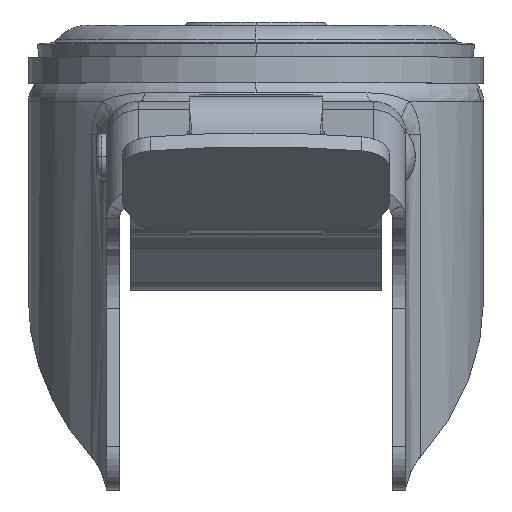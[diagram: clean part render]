
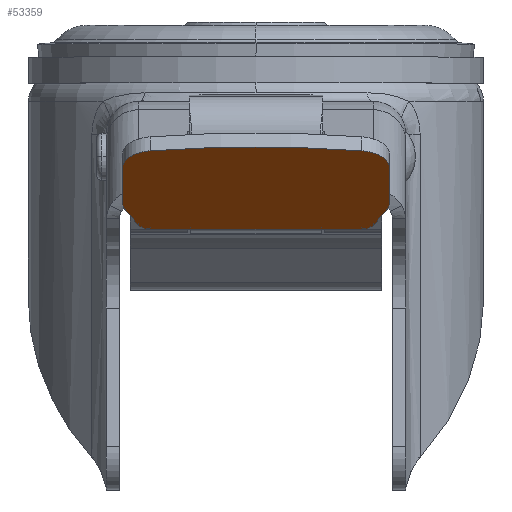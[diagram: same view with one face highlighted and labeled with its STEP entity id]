
A CAD part, top view. The second image highlights one B-rep face of the part: STEP entity #53359.
In plain terms, the highlighted planar face has unit normal (0, -0.861, 0.509).
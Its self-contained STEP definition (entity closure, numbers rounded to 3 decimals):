
#265 = VERTEX_POINT ( 'NONE', #40193 ) ;
#692 = CARTESIAN_POINT ( 'NONE',  ( -18.036, -24.612, 107.487 ) ) ;
#982 = EDGE_CURVE ( 'NONE', #38510, #52112, #37010, .T. ) ;
#1177 = ORIENTED_EDGE ( 'NONE', *, *, #34946, .F. ) ;
#1678 = ORIENTED_EDGE ( 'NONE', *, *, #11146, .T. ) ;
#1964 = VERTEX_POINT ( 'NONE', #2160 ) ;
#2147 = VECTOR ( 'NONE', #5870, 1000. ) ;
#2160 = CARTESIAN_POINT ( 'NONE',  ( 20.5, -15.728, 122.498 ) ) ;
#2295 = ORIENTED_EDGE ( 'NONE', *, *, #12118, .T. ) ;
#2415 = DIRECTION ( 'NONE',  ( 0.908, -0.213, -0.361 ) ) ;
#2717 = DIRECTION ( 'NONE',  ( 0., 0.861, -0.509 ) ) ;
#3509 = PLANE ( 'NONE',  #17117 ) ;
#5027 = DIRECTION ( 'NONE',  ( 1., 0., 0. ) ) ;
#5215 = DIRECTION ( 'NONE',  ( -0.419, 0.462, 0.781 ) ) ;
#5269 = DIRECTION ( 'NONE',  ( 0., 0.861, -0.509 ) ) ;
#5870 = DIRECTION ( 'NONE',  ( 0., -0.509, -0.861 ) ) ;
#5989 = LINE ( 'NONE', #23438, #56825 ) ;
#6394 = DIRECTION ( 'NONE',  ( 0., 0.861, -0.509 ) ) ;
#6639 = DIRECTION ( 'NONE',  ( 0., 0.861, -0.509 ) ) ;
#6948 = CARTESIAN_POINT ( 'NONE',  ( 16.22, -24.185, 108.209 ) ) ;
#7264 = VERTEX_POINT ( 'NONE', #20836 ) ;
#7729 = AXIS2_PLACEMENT_3D ( 'NONE', #6948, #6639, #2415 ) ;
#8110 = VECTOR ( 'NONE', #56206, 1000. ) ;
#8619 = VERTEX_POINT ( 'NONE', #41574 ) ;
#8662 = DIRECTION ( 'NONE',  ( 0., -0.861, 0.509 ) ) ;
#8840 = CARTESIAN_POINT ( 'NONE',  ( -20.5, -15.728, 122.498 ) ) ;
#9591 = DIRECTION ( 'NONE',  ( 0., 0.861, -0.509 ) ) ;
#10192 = LINE ( 'NONE', #36313, #28734 ) ;
#10518 = LINE ( 'NONE', #53124, #50345 ) ;
#10646 = VERTEX_POINT ( 'NONE', #14909 ) ;
#11146 = EDGE_CURVE ( 'NONE', #49698, #265, #21189, .T. ) ;
#11158 = CARTESIAN_POINT ( 'NONE',  ( 18.036, -24.612, 107.487 ) ) ;
#11420 = LINE ( 'NONE', #52542, #42368 ) ;
#12118 = EDGE_CURVE ( 'NONE', #8619, #49622, #36775, .T. ) ;
#12182 = CARTESIAN_POINT ( 'NONE',  ( 20.04, -22.401, 111.223 ) ) ;
#12773 = CARTESIAN_POINT ( 'NONE',  ( -10., -25.227, 106.448 ) ) ;
#13692 = DIRECTION ( 'NONE',  ( 0., -0.509, -0.861 ) ) ;
#14093 = VECTOR ( 'NONE', #5215, 1000. ) ;
#14781 = CARTESIAN_POINT ( 'NONE',  ( 20.5, -21.334, 113.026 ) ) ;
#14909 = CARTESIAN_POINT ( 'NONE',  ( 16.22, -25.204, 106.487 ) ) ;
#15464 = DIRECTION ( 'NONE',  ( -0.153, 0.503, 0.85 ) ) ;
#16090 = CARTESIAN_POINT ( 'NONE',  ( -20.5, -15.728, 122.498 ) ) ;
#16352 = CARTESIAN_POINT ( 'NONE',  ( -15.5, -15.728, 122.498 ) ) ;
#16389 = VERTEX_POINT ( 'NONE', #19072 ) ;
#16451 = FACE_OUTER_BOUND ( 'NONE', #27297, .T. ) ;
#17117 = AXIS2_PLACEMENT_3D ( 'NONE', #27509, #5269, #13692 ) ;
#18233 = CIRCLE ( 'NONE', #7729, 2. ) ;
#18613 = VERTEX_POINT ( 'NONE', #11158 ) ;
#18709 = ORIENTED_EDGE ( 'NONE', *, *, #31618, .F. ) ;
#19072 = CARTESIAN_POINT ( 'NONE',  ( 16.267, -13.211, 126.749 ) ) ;
#19171 = CIRCLE ( 'NONE', #29744, 5. ) ;
#19293 = CARTESIAN_POINT ( 'NONE',  ( 10., -25.227, 106.448 ) ) ;
#20155 = ORIENTED_EDGE ( 'NONE', *, *, #56706, .T. ) ;
#20836 = CARTESIAN_POINT ( 'NONE',  ( -16.267, -13.211, 126.749 ) ) ;
#21037 = DIRECTION ( 'NONE',  ( 1., 0., 0. ) ) ;
#21189 = LINE ( 'NONE', #16090, #47933 ) ;
#22841 = EDGE_CURVE ( 'NONE', #16389, #7264, #48509, .T. ) ;
#23035 = CARTESIAN_POINT ( 'NONE',  ( -10., -25.204, 106.487 ) ) ;
#23194 = CARTESIAN_POINT ( 'NONE',  ( 10., -25.204, 106.487 ) ) ;
#23438 = CARTESIAN_POINT ( 'NONE',  ( -10., -25.227, 106.448 ) ) ;
#23809 = AXIS2_PLACEMENT_3D ( 'NONE', #55214, #9591, #47139 ) ;
#24234 = CARTESIAN_POINT ( 'NONE',  ( 20.5, -21.334, 113.026 ) ) ;
#25027 = DIRECTION ( 'NONE',  ( 0., -0.509, -0.861 ) ) ;
#25042 = DIRECTION ( 'NONE',  ( -0.908, -0.213, -0.361 ) ) ;
#25915 = LINE ( 'NONE', #48677, #51912 ) ;
#26409 = ORIENTED_EDGE ( 'NONE', *, *, #41503, .F. ) ;
#26776 = EDGE_CURVE ( 'NONE', #46040, #1964, #55898, .T. ) ;
#27162 = ORIENTED_EDGE ( 'NONE', *, *, #29736, .F. ) ;
#27246 = AXIS2_PLACEMENT_3D ( 'NONE', #48350, #2717, #21037 ) ;
#27297 = EDGE_LOOP ( 'NONE', ( #1678, #27162, #30131, #31202, #18709, #2295, #29077, #51955, #55000, #48549, #26409, #1177, #52608, #55415, #34284, #20155 ) ) ;
#27509 = CARTESIAN_POINT ( 'NONE',  ( -20.5, -10.535, 131.272 ) ) ;
#27622 = CIRCLE ( 'NONE', #23809, 2. ) ;
#28194 = CARTESIAN_POINT ( 'NONE',  ( 0., -66.594, 36.556 ) ) ;
#28232 = DIRECTION ( 'NONE',  ( 1., 0., 0. ) ) ;
#28499 = DIRECTION ( 'NONE',  ( 1., 0., 0. ) ) ;
#28734 = VECTOR ( 'NONE', #28232, 1000. ) ;
#29077 = ORIENTED_EDGE ( 'NONE', *, *, #46658, .T. ) ;
#29454 = DIRECTION ( 'NONE',  ( -1., 0., 0. ) ) ;
#29736 = EDGE_CURVE ( 'NONE', #52112, #265, #19171, .T. ) ;
#29744 = AXIS2_PLACEMENT_3D ( 'NONE', #39357, #6394, #25042 ) ;
#30131 = ORIENTED_EDGE ( 'NONE', *, *, #982, .F. ) ;
#30297 = AXIS2_PLACEMENT_3D ( 'NONE', #28194, #33578, #46516 ) ;
#31202 = ORIENTED_EDGE ( 'NONE', *, *, #36819, .F. ) ;
#31618 = EDGE_CURVE ( 'NONE', #8619, #58020, #11420, .T. ) ;
#33250 = VERTEX_POINT ( 'NONE', #12182 ) ;
#33578 = DIRECTION ( 'NONE',  ( 0., -0.861, 0.509 ) ) ;
#34284 = ORIENTED_EDGE ( 'NONE', *, *, #22841, .T. ) ;
#34946 = EDGE_CURVE ( 'NONE', #46040, #33250, #41617, .T. ) ;
#35817 = EDGE_CURVE ( 'NONE', #1964, #16389, #53361, .T. ) ;
#36313 = CARTESIAN_POINT ( 'NONE',  ( 10., -25.204, 106.487 ) ) ;
#36635 = VERTEX_POINT ( 'NONE', #19293 ) ;
#36775 = LINE ( 'NONE', #23035, #2147 ) ;
#36819 = EDGE_CURVE ( 'NONE', #58020, #38510, #27622, .T. ) ;
#37010 = LINE ( 'NONE', #692, #14093 ) ;
#38510 = VERTEX_POINT ( 'NONE', #58588 ) ;
#39131 = EDGE_CURVE ( 'NONE', #18613, #10646, #18233, .T. ) ;
#39357 = CARTESIAN_POINT ( 'NONE',  ( -15.5, -21.334, 113.026 ) ) ;
#40193 = CARTESIAN_POINT ( 'NONE',  ( -20.5, -21.334, 113.026 ) ) ;
#41397 = AXIS2_PLACEMENT_3D ( 'NONE', #16352, #56588, #15464 ) ;
#41503 = EDGE_CURVE ( 'NONE', #33250, #18613, #10518, .T. ) ;
#41574 = CARTESIAN_POINT ( 'NONE',  ( -10., -25.204, 106.487 ) ) ;
#41617 = CIRCLE ( 'NONE', #27246, 5. ) ;
#42368 = VECTOR ( 'NONE', #29454, 1000. ) ;
#45310 = CARTESIAN_POINT ( 'NONE',  ( 15.5, -15.728, 122.498 ) ) ;
#46040 = VERTEX_POINT ( 'NONE', #24234 ) ;
#46137 = EDGE_CURVE ( 'NONE', #54336, #36635, #25915, .T. ) ;
#46516 = DIRECTION ( 'NONE',  ( 0.153, 0.503, 0.85 ) ) ;
#46658 = EDGE_CURVE ( 'NONE', #49622, #36635, #5989, .T. ) ;
#47139 = DIRECTION ( 'NONE',  ( 0., -0.509, -0.861 ) ) ;
#47631 = AXIS2_PLACEMENT_3D ( 'NONE', #45310, #8662, #5027 ) ;
#47933 = VECTOR ( 'NONE', #48480, 1000. ) ;
#48151 = CIRCLE ( 'NONE', #41397, 5. ) ;
#48350 = CARTESIAN_POINT ( 'NONE',  ( 15.5, -21.334, 113.026 ) ) ;
#48480 = DIRECTION ( 'NONE',  ( 0., -0.509, -0.861 ) ) ;
#48509 = CIRCLE ( 'NONE', #30297, 106.063 ) ;
#48549 = ORIENTED_EDGE ( 'NONE', *, *, #39131, .F. ) ;
#48677 = CARTESIAN_POINT ( 'NONE',  ( 10., -25.204, 106.487 ) ) ;
#49622 = VERTEX_POINT ( 'NONE', #12773 ) ;
#49698 = VERTEX_POINT ( 'NONE', #8840 ) ;
#50345 = VECTOR ( 'NONE', #52829, 1000. ) ;
#51912 = VECTOR ( 'NONE', #25027, 1000. ) ;
#51955 = ORIENTED_EDGE ( 'NONE', *, *, #46137, .F. ) ;
#52112 = VERTEX_POINT ( 'NONE', #54051 ) ;
#52248 = EDGE_CURVE ( 'NONE', #54336, #10646, #10192, .T. ) ;
#52542 = CARTESIAN_POINT ( 'NONE',  ( -10., -25.204, 106.487 ) ) ;
#52608 = ORIENTED_EDGE ( 'NONE', *, *, #26776, .T. ) ;
#52829 = DIRECTION ( 'NONE',  ( -0.419, -0.462, -0.781 ) ) ;
#53124 = CARTESIAN_POINT ( 'NONE',  ( 20.04, -22.401, 111.223 ) ) ;
#53359 = ADVANCED_FACE ( 'NONE', ( #16451 ), #3509, .F. ) ;
#53361 = CIRCLE ( 'NONE', #47631, 5. ) ;
#54051 = CARTESIAN_POINT ( 'NONE',  ( -20.04, -22.401, 111.223 ) ) ;
#54336 = VERTEX_POINT ( 'NONE', #23194 ) ;
#55000 = ORIENTED_EDGE ( 'NONE', *, *, #52248, .T. ) ;
#55214 = CARTESIAN_POINT ( 'NONE',  ( -16.22, -24.185, 108.209 ) ) ;
#55415 = ORIENTED_EDGE ( 'NONE', *, *, #35817, .T. ) ;
#55753 = CARTESIAN_POINT ( 'NONE',  ( -16.22, -25.204, 106.487 ) ) ;
#55898 = LINE ( 'NONE', #14781, #8110 ) ;
#56206 = DIRECTION ( 'NONE',  ( 0., 0.509, 0.861 ) ) ;
#56588 = DIRECTION ( 'NONE',  ( 0., -0.861, 0.509 ) ) ;
#56706 = EDGE_CURVE ( 'NONE', #7264, #49698, #48151, .T. ) ;
#56825 = VECTOR ( 'NONE', #28499, 1000. ) ;
#58020 = VERTEX_POINT ( 'NONE', #55753 ) ;
#58588 = CARTESIAN_POINT ( 'NONE',  ( -18.036, -24.612, 107.487 ) ) ;
